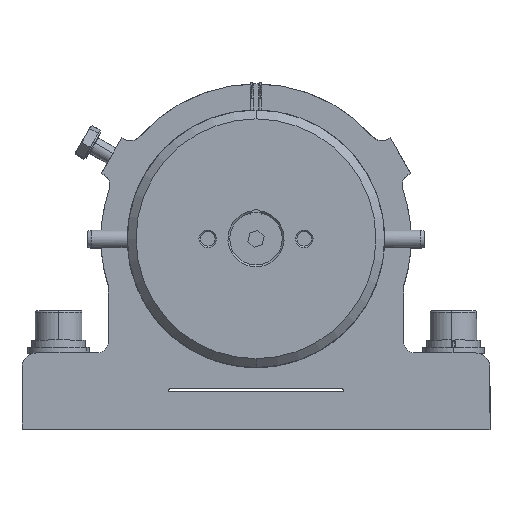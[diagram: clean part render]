
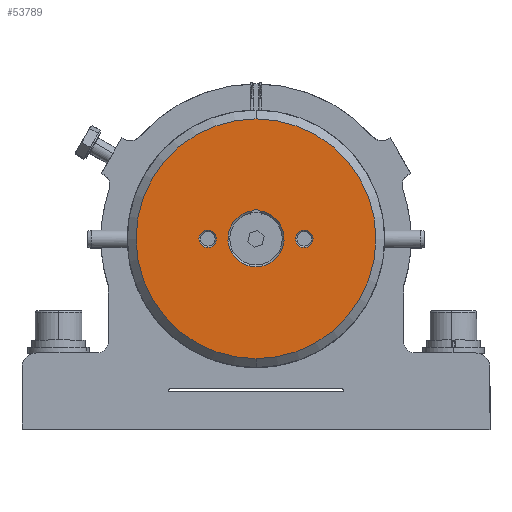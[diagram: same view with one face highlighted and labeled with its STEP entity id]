
A CAD part, top view. The second image highlights one B-rep face of the part: STEP entity #53789.
In plain terms, the highlighted planar face has unit normal (0, 0, 1).
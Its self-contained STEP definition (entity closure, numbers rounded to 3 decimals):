
#1230 = DIRECTION ( 'NONE',  ( 0., 0., 1. ) ) ;
#2222 = EDGE_CURVE ( 'NONE', #99800, #45390, #58742, .T. ) ;
#2670 = DIRECTION ( 'NONE',  ( 0., 1., 0. ) ) ;
#3278 = DIRECTION ( 'NONE',  ( 0., -1., 0. ) ) ;
#3722 = CIRCLE ( 'NONE', #46620, 41. ) ;
#5278 = DIRECTION ( 'NONE',  ( 0., 0., -1. ) ) ;
#5460 = CARTESIAN_POINT ( 'NONE',  ( -16.5, 62., 89. ) ) ;
#5943 = DIRECTION ( 'NONE',  ( 0., 0., -1. ) ) ;
#9416 = AXIS2_PLACEMENT_3D ( 'NONE', #23473, #1230, #24478 ) ;
#9681 = EDGE_CURVE ( 'NONE', #29351, #101041, #98501, .T. ) ;
#10171 = ORIENTED_EDGE ( 'NONE', *, *, #58046, .T. ) ;
#10767 = DIRECTION ( 'NONE',  ( 0., 0., 1. ) ) ;
#10912 = CARTESIAN_POINT ( 'NONE',  ( 0., 65., 89. ) ) ;
#11513 = DIRECTION ( 'NONE',  ( 0., 0., 1. ) ) ;
#12032 = CARTESIAN_POINT ( 'NONE',  ( -16.5, 65., 89. ) ) ;
#12278 = CARTESIAN_POINT ( 'NONE',  ( 0., 75., 89. ) ) ;
#12747 = CARTESIAN_POINT ( 'NONE',  ( 0., 55.4, 89. ) ) ;
#12847 = EDGE_CURVE ( 'NONE', #61224, #79867, #62341, .T. ) ;
#13935 = AXIS2_PLACEMENT_3D ( 'NONE', #66021, #10767, #65512 ) ;
#14087 = CARTESIAN_POINT ( 'NONE',  ( 0., 106., 89. ) ) ;
#14456 = EDGE_CURVE ( 'NONE', #100769, #15546, #29390, .T. ) ;
#15546 = VERTEX_POINT ( 'NONE', #70389 ) ;
#18539 = AXIS2_PLACEMENT_3D ( 'NONE', #101464, #62256, #100956 ) ;
#19010 = CIRCLE ( 'NONE', #98150, 2. ) ;
#19094 = EDGE_LOOP ( 'NONE', ( #10171, #49055, #88117, #21882 ) ) ;
#21638 = CARTESIAN_POINT ( 'NONE',  ( -16.5, 68., 89. ) ) ;
#21882 = ORIENTED_EDGE ( 'NONE', *, *, #12847, .T. ) ;
#23473 = CARTESIAN_POINT ( 'NONE',  ( -16.5, 65., 89. ) ) ;
#24478 = DIRECTION ( 'NONE',  ( 0., -1., 0. ) ) ;
#25114 = CIRCLE ( 'NONE', #18539, 3. ) ;
#25304 = VERTEX_POINT ( 'NONE', #50653 ) ;
#27805 = FACE_BOUND ( 'NONE', #19094, .T. ) ;
#28849 = EDGE_LOOP ( 'NONE', ( #81282, #63478 ) ) ;
#29351 = VERTEX_POINT ( 'NONE', #5460 ) ;
#29390 = CIRCLE ( 'NONE', #40938, 3. ) ;
#29407 = DIRECTION ( 'NONE',  ( 0., 0., -1. ) ) ;
#30501 = CARTESIAN_POINT ( 'NONE',  ( 16.5, 65., 89. ) ) ;
#34530 = PLANE ( 'NONE',  #13935 ) ;
#35190 = ORIENTED_EDGE ( 'NONE', *, *, #14456, .F. ) ;
#35470 = DIRECTION ( 'NONE',  ( 0., -1., 0. ) ) ;
#36594 = ORIENTED_EDGE ( 'NONE', *, *, #42456, .F. ) ;
#37261 = DIRECTION ( 'NONE',  ( 0., 1., 0. ) ) ;
#37763 = EDGE_LOOP ( 'NONE', ( #90789, #49439 ) ) ;
#40938 = AXIS2_PLACEMENT_3D ( 'NONE', #30501, #61979, #93432 ) ;
#42456 = EDGE_CURVE ( 'NONE', #15546, #100769, #25114, .T. ) ;
#42760 = FACE_BOUND ( 'NONE', #71114, .T. ) ;
#42910 = DIRECTION ( 'NONE',  ( 0., 0., -1. ) ) ;
#43015 = CARTESIAN_POINT ( 'NONE',  ( 0., 65., 89. ) ) ;
#45166 = AXIS2_PLACEMENT_3D ( 'NONE', #100102, #29407, #79925 ) ;
#45390 = VERTEX_POINT ( 'NONE', #14087 ) ;
#46620 = AXIS2_PLACEMENT_3D ( 'NONE', #83944, #51974, #35470 ) ;
#49055 = ORIENTED_EDGE ( 'NONE', *, *, #97559, .T. ) ;
#49439 = ORIENTED_EDGE ( 'NONE', *, *, #2222, .T. ) ;
#50058 = EDGE_CURVE ( 'NONE', #45390, #99800, #3722, .T. ) ;
#50653 = CARTESIAN_POINT ( 'NONE',  ( 1.311, 74.51, 89. ) ) ;
#51737 = CIRCLE ( 'NONE', #91282, 2. ) ;
#51974 = DIRECTION ( 'NONE',  ( 0., 0., 1. ) ) ;
#53789 = ADVANCED_FACE ( 'NONE', ( #27805, #42760, #75295, #81484 ), #34530, .T. ) ;
#58046 = EDGE_CURVE ( 'NONE', #79867, #92693, #19010, .T. ) ;
#58742 = CIRCLE ( 'NONE', #86713, 41. ) ;
#58934 = EDGE_CURVE ( 'NONE', #101041, #29351, #77011, .T. ) ;
#61224 = VERTEX_POINT ( 'NONE', #12747 ) ;
#61979 = DIRECTION ( 'NONE',  ( 0., 0., 1. ) ) ;
#62256 = DIRECTION ( 'NONE',  ( 0., 0., 1. ) ) ;
#62341 = CIRCLE ( 'NONE', #88692, 9.6 ) ;
#62398 = CARTESIAN_POINT ( 'NONE',  ( 16.5, 68., 89. ) ) ;
#63478 = ORIENTED_EDGE ( 'NONE', *, *, #58934, .F. ) ;
#65257 = CARTESIAN_POINT ( 'NONE',  ( 0., 24., 89. ) ) ;
#65512 = DIRECTION ( 'NONE',  ( 0., -1., 0. ) ) ;
#66021 = CARTESIAN_POINT ( 'NONE',  ( 0., 65., 89. ) ) ;
#68238 = CIRCLE ( 'NONE', #45166, 9.6 ) ;
#68760 = CARTESIAN_POINT ( 'NONE',  ( 0., 73., 89. ) ) ;
#70389 = CARTESIAN_POINT ( 'NONE',  ( 16.5, 62., 89. ) ) ;
#71114 = EDGE_LOOP ( 'NONE', ( #36594, #35190 ) ) ;
#75012 = DIRECTION ( 'NONE',  ( 0., -1., 0. ) ) ;
#75295 = FACE_BOUND ( 'NONE', #28849, .T. ) ;
#75466 = AXIS2_PLACEMENT_3D ( 'NONE', #12032, #11513, #75012 ) ;
#76164 = DIRECTION ( 'NONE',  ( 0., 1., 0. ) ) ;
#77011 = CIRCLE ( 'NONE', #9416, 3. ) ;
#79867 = VERTEX_POINT ( 'NONE', #96634 ) ;
#79925 = DIRECTION ( 'NONE',  ( 0., 1., 0. ) ) ;
#81282 = ORIENTED_EDGE ( 'NONE', *, *, #9681, .F. ) ;
#81484 = FACE_OUTER_BOUND ( 'NONE', #37763, .T. ) ;
#83944 = CARTESIAN_POINT ( 'NONE',  ( 0., 65., 89. ) ) ;
#86713 = AXIS2_PLACEMENT_3D ( 'NONE', #43015, #90493, #3278 ) ;
#88117 = ORIENTED_EDGE ( 'NONE', *, *, #99041, .T. ) ;
#88692 = AXIS2_PLACEMENT_3D ( 'NONE', #10912, #42910, #2670 ) ;
#90493 = DIRECTION ( 'NONE',  ( 0., 0., 1. ) ) ;
#90789 = ORIENTED_EDGE ( 'NONE', *, *, #50058, .T. ) ;
#91282 = AXIS2_PLACEMENT_3D ( 'NONE', #68760, #5278, #37261 ) ;
#92693 = VERTEX_POINT ( 'NONE', #12278 ) ;
#93432 = DIRECTION ( 'NONE',  ( 0., -1., 0. ) ) ;
#96634 = CARTESIAN_POINT ( 'NONE',  ( -1.311, 74.51, 89. ) ) ;
#97559 = EDGE_CURVE ( 'NONE', #92693, #25304, #51737, .T. ) ;
#98150 = AXIS2_PLACEMENT_3D ( 'NONE', #98871, #5943, #76164 ) ;
#98501 = CIRCLE ( 'NONE', #75466, 3. ) ;
#98871 = CARTESIAN_POINT ( 'NONE',  ( 0., 73., 89. ) ) ;
#99041 = EDGE_CURVE ( 'NONE', #25304, #61224, #68238, .T. ) ;
#99800 = VERTEX_POINT ( 'NONE', #65257 ) ;
#100102 = CARTESIAN_POINT ( 'NONE',  ( 0., 65., 89. ) ) ;
#100769 = VERTEX_POINT ( 'NONE', #62398 ) ;
#100956 = DIRECTION ( 'NONE',  ( 0., -1., 0. ) ) ;
#101041 = VERTEX_POINT ( 'NONE', #21638 ) ;
#101464 = CARTESIAN_POINT ( 'NONE',  ( 16.5, 65., 89. ) ) ;
